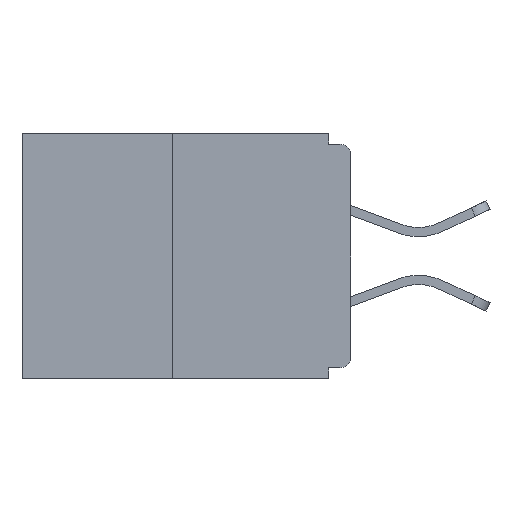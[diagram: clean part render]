
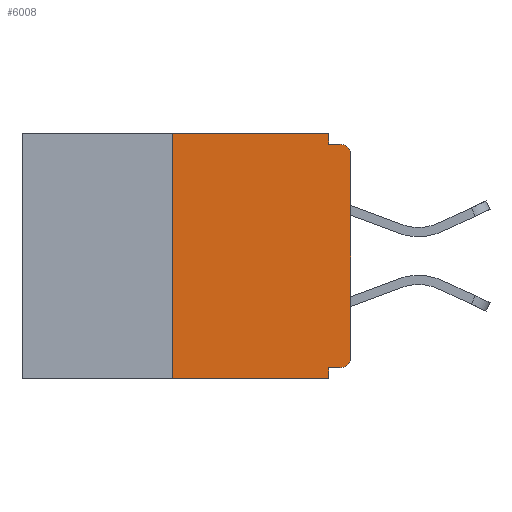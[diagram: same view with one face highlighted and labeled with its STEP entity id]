
A CAD part, left-side view. The second image highlights one B-rep face of the part: STEP entity #6008.
In plain terms, the highlighted planar face has unit normal (-1, 0, 0).
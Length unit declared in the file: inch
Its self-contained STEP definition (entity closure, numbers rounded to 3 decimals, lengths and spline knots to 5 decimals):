
#564 = EDGE_CURVE ( 'NONE', #9323, #19715, #15828, .T. ) ;
#646 = CARTESIAN_POINT ( 'NONE',  ( 0., 0.25, -0.343 ) ) ;
#701 = DIRECTION ( 'NONE',  ( 0., 0., 1. ) ) ;
#1158 = DIRECTION ( 'NONE',  ( 0., -1., 0. ) ) ;
#1288 = CARTESIAN_POINT ( 'NONE',  ( 0., 0., -0.03 ) ) ;
#1861 = CARTESIAN_POINT ( 'NONE',  ( 0., 0.015, -0.328 ) ) ;
#2281 = VERTEX_POINT ( 'NONE', #2953 ) ;
#2687 = EDGE_LOOP ( 'NONE', ( #12467, #4483, #14230, #19600, #12049, #19692, #10694, #18066, #12519, #10443 ) ) ;
#2826 = CARTESIAN_POINT ( 'NONE',  ( 0., 0.031, -0.328 ) ) ;
#2836 = CARTESIAN_POINT ( 'NONE',  ( 0., 0.031, 0. ) ) ;
#2953 = CARTESIAN_POINT ( 'NONE',  ( 0., 0.031, 0. ) ) ;
#3036 = DIRECTION ( 'NONE',  ( 0., 0., -1. ) ) ;
#3198 = VECTOR ( 'NONE', #17031, 39.37008 ) ;
#3286 = CARTESIAN_POINT ( 'NONE',  ( 0., 0.25, 0. ) ) ;
#3632 = CARTESIAN_POINT ( 'NONE',  ( 0., 0., 0. ) ) ;
#3784 = DIRECTION ( 'NONE',  ( 0., 0., -1. ) ) ;
#4483 = ORIENTED_EDGE ( 'NONE', *, *, #8787, .F. ) ;
#5359 = VECTOR ( 'NONE', #11683, 39.37008 ) ;
#5506 = EDGE_CURVE ( 'NONE', #19715, #6762, #5703, .T. ) ;
#5623 = LINE ( 'NONE', #2836, #15171 ) ;
#5703 = CIRCLE ( 'NONE', #18054, 0.015 ) ;
#6008 = ADVANCED_FACE ( 'NONE', ( #7801 ), #10778, .F. ) ;
#6298 = CARTESIAN_POINT ( 'NONE',  ( 0., 0.46, 0. ) ) ;
#6752 = VECTOR ( 'NONE', #18370, 39.37008 ) ;
#6762 = VERTEX_POINT ( 'NONE', #12332 ) ;
#6764 = EDGE_CURVE ( 'NONE', #9211, #14807, #8496, .T. ) ;
#7255 = LINE ( 'NONE', #8215, #9164 ) ;
#7313 = VECTOR ( 'NONE', #16842, 39.37008 ) ;
#7801 = FACE_OUTER_BOUND ( 'NONE', #2687, .T. ) ;
#7982 = CARTESIAN_POINT ( 'NONE',  ( 0., 0.46, 0. ) ) ;
#8051 = VERTEX_POINT ( 'NONE', #1861 ) ;
#8215 = CARTESIAN_POINT ( 'NONE',  ( 0., 0.031, -0.343 ) ) ;
#8496 = LINE ( 'NONE', #12133, #7313 ) ;
#8619 = CARTESIAN_POINT ( 'NONE',  ( 0., 0., -0.313 ) ) ;
#8759 = DIRECTION ( 'NONE',  ( 0., 0., -1. ) ) ;
#8787 = EDGE_CURVE ( 'NONE', #9211, #13929, #10086, .T. ) ;
#9164 = VECTOR ( 'NONE', #9739, 39.37008 ) ;
#9205 = CARTESIAN_POINT ( 'NONE',  ( 0., 0.25, 0. ) ) ;
#9211 = VERTEX_POINT ( 'NONE', #646 ) ;
#9323 = VERTEX_POINT ( 'NONE', #8619 ) ;
#9739 = DIRECTION ( 'NONE',  ( 0., 0., -1. ) ) ;
#10085 = LINE ( 'NONE', #16589, #5359 ) ;
#10086 = LINE ( 'NONE', #3286, #3198 ) ;
#10268 = CARTESIAN_POINT ( 'NONE',  ( 0., 0., -0.015 ) ) ;
#10443 = ORIENTED_EDGE ( 'NONE', *, *, #10447, .F. ) ;
#10447 = EDGE_CURVE ( 'NONE', #2281, #10480, #5623, .T. ) ;
#10480 = VERTEX_POINT ( 'NONE', #17989 ) ;
#10493 = CARTESIAN_POINT ( 'NONE',  ( 0., 0.015, -0.313 ) ) ;
#10694 = ORIENTED_EDGE ( 'NONE', *, *, #564, .T. ) ;
#10778 = PLANE ( 'NONE',  #11894 ) ;
#11177 = EDGE_CURVE ( 'NONE', #8051, #9323, #18012, .T. ) ;
#11542 = VECTOR ( 'NONE', #1158, 39.37008 ) ;
#11683 = DIRECTION ( 'NONE',  ( 0., 1., 0. ) ) ;
#11894 = AXIS2_PLACEMENT_3D ( 'NONE', #7982, #15644, #12368 ) ;
#11993 = EDGE_CURVE ( 'NONE', #8051, #13463, #10085, .T. ) ;
#12018 = DIRECTION ( 'NONE',  ( -1., 0., 0. ) ) ;
#12049 = ORIENTED_EDGE ( 'NONE', *, *, #11993, .F. ) ;
#12133 = CARTESIAN_POINT ( 'NONE',  ( 0., 0.46, -0.343 ) ) ;
#12300 = EDGE_CURVE ( 'NONE', #13463, #14807, #7255, .T. ) ;
#12332 = CARTESIAN_POINT ( 'NONE',  ( 0., 0.015, -0.015 ) ) ;
#12368 = DIRECTION ( 'NONE',  ( 0., 0., -1. ) ) ;
#12467 = ORIENTED_EDGE ( 'NONE', *, *, #19139, .F. ) ;
#12519 = ORIENTED_EDGE ( 'NONE', *, *, #18406, .F. ) ;
#12833 = CARTESIAN_POINT ( 'NONE',  ( 0., 0.015, -0.03 ) ) ;
#13463 = VERTEX_POINT ( 'NONE', #2826 ) ;
#13929 = VERTEX_POINT ( 'NONE', #9205 ) ;
#14230 = ORIENTED_EDGE ( 'NONE', *, *, #6764, .T. ) ;
#14807 = VERTEX_POINT ( 'NONE', #15246 ) ;
#15171 = VECTOR ( 'NONE', #8759, 39.37008 ) ;
#15246 = CARTESIAN_POINT ( 'NONE',  ( 0., 0.031, -0.343 ) ) ;
#15644 = DIRECTION ( 'NONE',  ( 1., 0., 0. ) ) ;
#15828 = LINE ( 'NONE', #3632, #16823 ) ;
#16589 = CARTESIAN_POINT ( 'NONE',  ( 0., 0., -0.328 ) ) ;
#16823 = VECTOR ( 'NONE', #701, 39.37008 ) ;
#16842 = DIRECTION ( 'NONE',  ( 0., -1., 0. ) ) ;
#17031 = DIRECTION ( 'NONE',  ( 0., 0., 1. ) ) ;
#17268 = LINE ( 'NONE', #6298, #6752 ) ;
#17479 = AXIS2_PLACEMENT_3D ( 'NONE', #10493, #12018, #3036 ) ;
#17664 = DIRECTION ( 'NONE',  ( -1., 0., 0. ) ) ;
#17785 = LINE ( 'NONE', #10268, #11542 ) ;
#17989 = CARTESIAN_POINT ( 'NONE',  ( 0., 0.031, -0.015 ) ) ;
#18012 = CIRCLE ( 'NONE', #17479, 0.015 ) ;
#18054 = AXIS2_PLACEMENT_3D ( 'NONE', #12833, #17664, #3784 ) ;
#18066 = ORIENTED_EDGE ( 'NONE', *, *, #5506, .T. ) ;
#18370 = DIRECTION ( 'NONE',  ( 0., -1., 0. ) ) ;
#18406 = EDGE_CURVE ( 'NONE', #10480, #6762, #17785, .T. ) ;
#19139 = EDGE_CURVE ( 'NONE', #13929, #2281, #17268, .T. ) ;
#19600 = ORIENTED_EDGE ( 'NONE', *, *, #12300, .F. ) ;
#19692 = ORIENTED_EDGE ( 'NONE', *, *, #11177, .T. ) ;
#19715 = VERTEX_POINT ( 'NONE', #1288 ) ;
